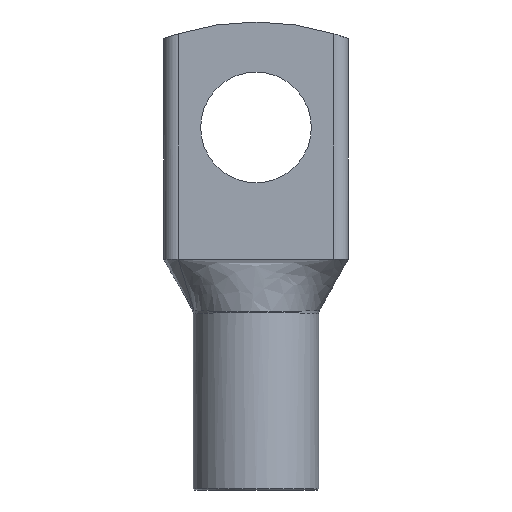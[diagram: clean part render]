
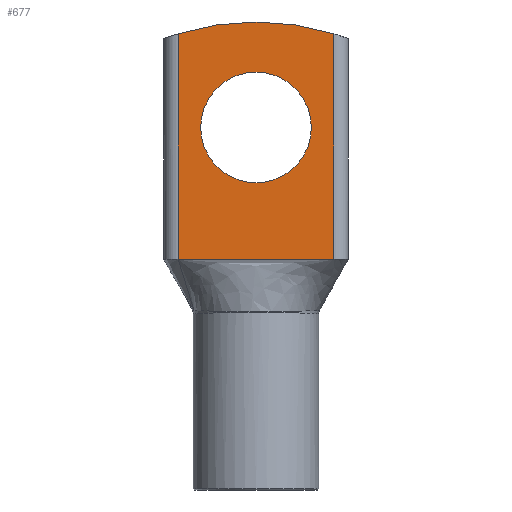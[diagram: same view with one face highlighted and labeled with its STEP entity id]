
A CAD part, front view. The second image highlights one B-rep face of the part: STEP entity #677.
In plain terms, the highlighted planar face has unit normal (0, -1, 0).
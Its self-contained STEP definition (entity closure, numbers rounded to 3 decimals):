
#16 = DIRECTION ( 'NONE',  ( 0., 0., 1. ) ) ;
#124 = VECTOR ( 'NONE', #16, 1000. ) ;
#145 = CIRCLE ( 'NONE', #2113, 20. ) ;
#287 = DIRECTION ( 'NONE',  ( 0., -1., 0. ) ) ;
#549 = CARTESIAN_POINT ( 'NONE',  ( -5.9, 0., 5.832 ) ) ;
#564 = PLANE ( 'NONE',  #1520 ) ;
#677 = ADVANCED_FACE ( 'NONE', ( #1561, #1740 ), #564, .T. ) ;
#682 = VERTEX_POINT ( 'NONE', #2181 ) ;
#690 = ORIENTED_EDGE ( 'NONE', *, *, #2101, .T. ) ;
#790 = DIRECTION ( 'NONE',  ( 0., 0., 1. ) ) ;
#805 = EDGE_CURVE ( 'NONE', #2093, #2037, #2282, .T. ) ;
#863 = DIRECTION ( 'NONE',  ( 0., 0., 1. ) ) ;
#913 = AXIS2_PLACEMENT_3D ( 'NONE', #1374, #2598, #790 ) ;
#956 = CARTESIAN_POINT ( 'NONE',  ( 5.9, 0., 5.832 ) ) ;
#983 = LINE ( 'NONE', #1780, #124 ) ;
#990 = CARTESIAN_POINT ( 'NONE',  ( 5.9, 0., 4.002 ) ) ;
#1050 = EDGE_CURVE ( 'NONE', #2303, #1488, #145, .T. ) ;
#1067 = ORIENTED_EDGE ( 'NONE', *, *, #1050, .T. ) ;
#1098 = DIRECTION ( 'NONE',  ( 0., 0., 1. ) ) ;
#1217 = VERTEX_POINT ( 'NONE', #2452 ) ;
#1260 = CARTESIAN_POINT ( 'NONE',  ( 0., 0., 2. ) ) ;
#1374 = CARTESIAN_POINT ( 'NONE',  ( 0., 0., 14. ) ) ;
#1421 = VECTOR ( 'NONE', #2183, 1000. ) ;
#1466 = EDGE_LOOP ( 'NONE', ( #690, #1481 ) ) ;
#1481 = ORIENTED_EDGE ( 'NONE', *, *, #805, .T. ) ;
#1488 = VERTEX_POINT ( 'NONE', #2191 ) ;
#1494 = CARTESIAN_POINT ( 'NONE',  ( 0., 0., 9.8 ) ) ;
#1499 = DIRECTION ( 'NONE',  ( 0., 1., 0. ) ) ;
#1520 = AXIS2_PLACEMENT_3D ( 'NONE', #549, #2198, #2578 ) ;
#1528 = CARTESIAN_POINT ( 'NONE',  ( 0., 0., 14. ) ) ;
#1561 = FACE_OUTER_BOUND ( 'NONE', #1718, .T. ) ;
#1629 = ORIENTED_EDGE ( 'NONE', *, *, #2084, .F. ) ;
#1653 = ORIENTED_EDGE ( 'NONE', *, *, #2190, .F. ) ;
#1718 = EDGE_LOOP ( 'NONE', ( #1653, #1629, #2258, #1067 ) ) ;
#1740 = FACE_BOUND ( 'NONE', #1466, .T. ) ;
#1780 = CARTESIAN_POINT ( 'NONE',  ( -5.9, 0., 5.832 ) ) ;
#1954 = CARTESIAN_POINT ( 'NONE',  ( 0., 0., 18.2 ) ) ;
#1967 = LINE ( 'NONE', #956, #1421 ) ;
#2037 = VERTEX_POINT ( 'NONE', #1494 ) ;
#2054 = VECTOR ( 'NONE', #2548, 1000. ) ;
#2084 = EDGE_CURVE ( 'NONE', #682, #1217, #2535, .T. ) ;
#2093 = VERTEX_POINT ( 'NONE', #1954 ) ;
#2101 = EDGE_CURVE ( 'NONE', #2037, #2093, #2555, .T. ) ;
#2108 = EDGE_CURVE ( 'NONE', #682, #2303, #1967, .T. ) ;
#2113 = AXIS2_PLACEMENT_3D ( 'NONE', #1260, #287, #863 ) ;
#2181 = CARTESIAN_POINT ( 'NONE',  ( 5.9, 0., 4.002 ) ) ;
#2183 = DIRECTION ( 'NONE',  ( 0., 0., 1. ) ) ;
#2190 = EDGE_CURVE ( 'NONE', #1217, #1488, #983, .T. ) ;
#2191 = CARTESIAN_POINT ( 'NONE',  ( -5.9, 0., 21.11 ) ) ;
#2198 = DIRECTION ( 'NONE',  ( 0., -1., 0. ) ) ;
#2258 = ORIENTED_EDGE ( 'NONE', *, *, #2108, .T. ) ;
#2282 = CIRCLE ( 'NONE', #2451, 4.2 ) ;
#2303 = VERTEX_POINT ( 'NONE', #2572 ) ;
#2451 = AXIS2_PLACEMENT_3D ( 'NONE', #1528, #1499, #1098 ) ;
#2452 = CARTESIAN_POINT ( 'NONE',  ( -5.9, 0., 4.002 ) ) ;
#2535 = LINE ( 'NONE', #990, #2054 ) ;
#2548 = DIRECTION ( 'NONE',  ( -1., 0., 0. ) ) ;
#2555 = CIRCLE ( 'NONE', #913, 4.2 ) ;
#2572 = CARTESIAN_POINT ( 'NONE',  ( 5.9, 0., 21.11 ) ) ;
#2578 = DIRECTION ( 'NONE',  ( 0., 0., -1. ) ) ;
#2598 = DIRECTION ( 'NONE',  ( 0., 1., 0. ) ) ;
